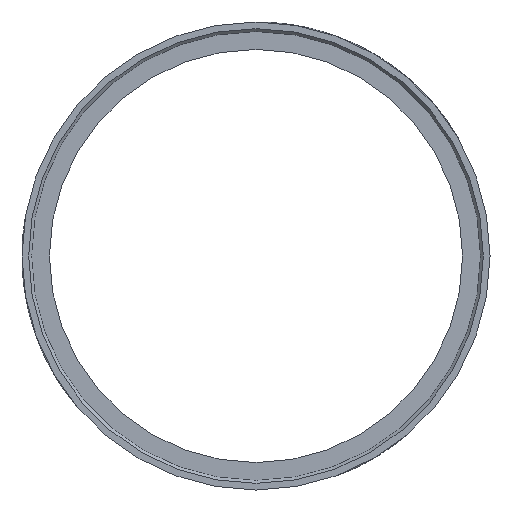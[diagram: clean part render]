
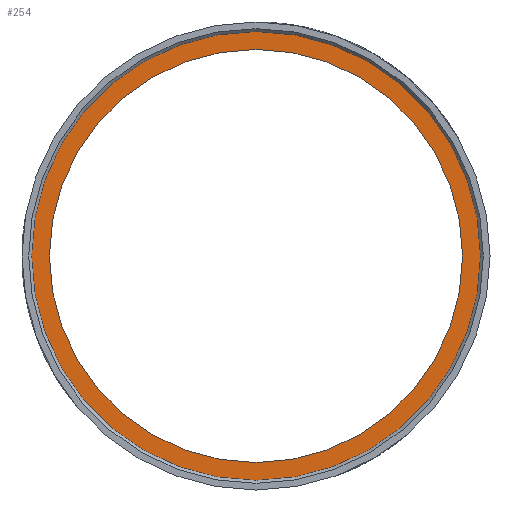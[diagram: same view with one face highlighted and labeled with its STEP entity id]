
A CAD part, left-side view. The second image highlights one B-rep face of the part: STEP entity #254.
In plain terms, the highlighted planar face has unit normal (-1, 0, 0).
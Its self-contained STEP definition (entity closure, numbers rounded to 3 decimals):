
#111=PLANE('',#2929);
#254=ADVANCED_FACE('',(#479,#480),#111,.F.);
#356=CIRCLE('',#2926,47.6);
#357=CIRCLE('',#2928,43.25);
#479=FACE_BOUND('',#665,.T.);
#480=FACE_BOUND('',#666,.T.);
#665=EDGE_LOOP('',(#1531));
#666=EDGE_LOOP('',(#1532));
#1531=ORIENTED_EDGE('',*,*,#2409,.F.);
#1532=ORIENTED_EDGE('',*,*,#2408,.T.);
#1974=VERTEX_POINT('',#6258);
#1975=VERTEX_POINT('',#6261);
#2408=EDGE_CURVE('',#1974,#1974,#356,.T.);
#2409=EDGE_CURVE('',#1975,#1975,#357,.T.);
#2926=AXIS2_PLACEMENT_3D('',#6257,#3131,#3132);
#2928=AXIS2_PLACEMENT_3D('',#6260,#3135,#3136);
#2929=AXIS2_PLACEMENT_3D('',#6262,#3137,#3138);
#3131=DIRECTION('',(-1.,0.,0.));
#3132=DIRECTION('',(0.,0.,1.));
#3135=DIRECTION('',(-1.,0.,0.));
#3136=DIRECTION('',(0.,0.,1.));
#3137=DIRECTION('',(1.,0.,0.));
#3138=DIRECTION('',(0.,0.,-1.));
#6257=CARTESIAN_POINT('',(4.5,0.,0.));
#6258=CARTESIAN_POINT('',(4.5,0.,47.6));
#6260=CARTESIAN_POINT('',(4.5,0.,0.));
#6261=CARTESIAN_POINT('',(4.5,0.,43.25));
#6262=CARTESIAN_POINT('',(4.5,47.6,0.));
